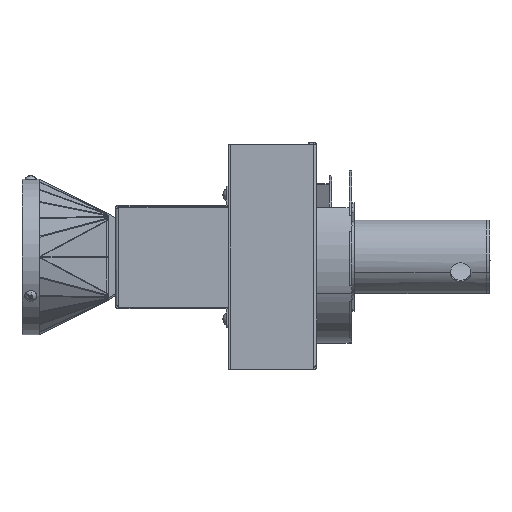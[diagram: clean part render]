
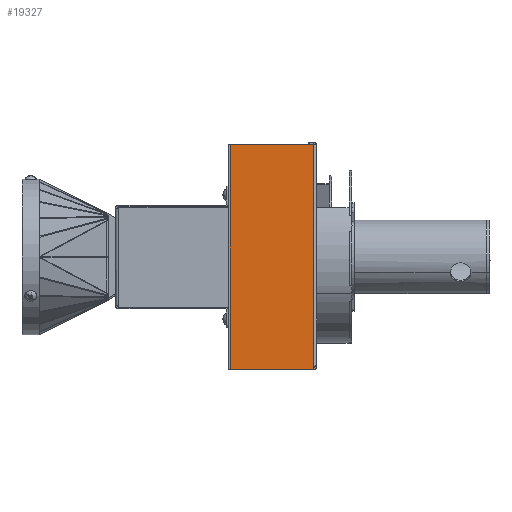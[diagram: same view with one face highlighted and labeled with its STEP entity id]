
A CAD part, left-side view. The second image highlights one B-rep face of the part: STEP entity #19327.
In plain terms, the highlighted planar face has unit normal (-1, 0, 0).
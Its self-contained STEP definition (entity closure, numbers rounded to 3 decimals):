
#1343 = EDGE_LOOP ( 'NONE', ( #8029, #18892, #39462, #24707, #17956, #18326 ) ) ;
#2250 = VERTEX_POINT ( 'NONE', #21007 ) ;
#2437 = VECTOR ( 'NONE', #37983, 1000. ) ;
#2525 = EDGE_CURVE ( 'NONE', #40035, #2250, #7219, .T. ) ;
#2795 = DIRECTION ( 'NONE',  ( 0., 1., 0. ) ) ;
#3945 = CIRCLE ( 'NONE', #33185, 0.8 ) ;
#4707 = VECTOR ( 'NONE', #36982, 1000. ) ;
#5534 = EDGE_CURVE ( 'NONE', #2250, #19261, #21979, .T. ) ;
#5774 = EDGE_CURVE ( 'NONE', #22120, #6873, #38151, .T. ) ;
#6192 = CARTESIAN_POINT ( 'NONE',  ( 0., 0., 0. ) ) ;
#6573 = CARTESIAN_POINT ( 'NONE',  ( 0., 50., 0. ) ) ;
#6873 = VERTEX_POINT ( 'NONE', #20999 ) ;
#7219 = LINE ( 'NONE', #26573, #36457 ) ;
#8029 = ORIENTED_EDGE ( 'NONE', *, *, #13035, .T. ) ;
#9077 = LINE ( 'NONE', #6573, #2437 ) ;
#9315 = PLANE ( 'NONE',  #31029 ) ;
#11652 = LINE ( 'NONE', #6192, #4707 ) ;
#12241 = DIRECTION ( 'NONE',  ( 1., 0., 0. ) ) ;
#13035 = EDGE_CURVE ( 'NONE', #28311, #19261, #9077, .T. ) ;
#14263 = CARTESIAN_POINT ( 'NONE',  ( 0., 0.967, -128.729 ) ) ;
#16394 = EDGE_CURVE ( 'NONE', #40035, #6873, #3945, .T. ) ;
#16454 = VECTOR ( 'NONE', #2795, 1000. ) ;
#17956 = ORIENTED_EDGE ( 'NONE', *, *, #5774, .F. ) ;
#18326 = ORIENTED_EDGE ( 'NONE', *, *, #29419, .T. ) ;
#18892 = ORIENTED_EDGE ( 'NONE', *, *, #5534, .F. ) ;
#19261 = VERTEX_POINT ( 'NONE', #31534 ) ;
#19282 = CARTESIAN_POINT ( 'NONE',  ( 0., 1.7, -130. ) ) ;
#19327 = ADVANCED_FACE ( 'NONE', ( #22418 ), #9315, .F. ) ;
#19957 = DIRECTION ( 'NONE',  ( 0., 0., -1. ) ) ;
#20999 = CARTESIAN_POINT ( 'NONE',  ( 0., 1.7, -128.409 ) ) ;
#21007 = CARTESIAN_POINT ( 'NONE',  ( 0., 1.767, -130. ) ) ;
#21979 = LINE ( 'NONE', #40456, #16454 ) ;
#22120 = VERTEX_POINT ( 'NONE', #37950 ) ;
#22418 = FACE_OUTER_BOUND ( 'NONE', #1343, .T. ) ;
#24707 = ORIENTED_EDGE ( 'NONE', *, *, #16394, .T. ) ;
#24910 = DIRECTION ( 'NONE',  ( 0., 1., 0. ) ) ;
#26573 = CARTESIAN_POINT ( 'NONE',  ( 0., 1.767, -128.729 ) ) ;
#26915 = DIRECTION ( 'NONE',  ( 1., 0., 0. ) ) ;
#28311 = VERTEX_POINT ( 'NONE', #28665 ) ;
#28665 = CARTESIAN_POINT ( 'NONE',  ( 0., 50., 0. ) ) ;
#29419 = EDGE_CURVE ( 'NONE', #22120, #28311, #11652, .T. ) ;
#31029 = AXIS2_PLACEMENT_3D ( 'NONE', #40703, #12241, #24910 ) ;
#31363 = CARTESIAN_POINT ( 'NONE',  ( 0., 1.767, -128.729 ) ) ;
#31534 = CARTESIAN_POINT ( 'NONE',  ( 0., 50., -130. ) ) ;
#31920 = DIRECTION ( 'NONE',  ( 0., 0., -1. ) ) ;
#33185 = AXIS2_PLACEMENT_3D ( 'NONE', #14263, #26915, #33350 ) ;
#33350 = DIRECTION ( 'NONE',  ( 0., 1., 0. ) ) ;
#35079 = VECTOR ( 'NONE', #31920, 1000. ) ;
#36457 = VECTOR ( 'NONE', #19957, 1000. ) ;
#36982 = DIRECTION ( 'NONE',  ( 0., 1., 0. ) ) ;
#37950 = CARTESIAN_POINT ( 'NONE',  ( 0., 1.7, 0. ) ) ;
#37983 = DIRECTION ( 'NONE',  ( 0., 0., -1. ) ) ;
#38151 = LINE ( 'NONE', #19282, #35079 ) ;
#39462 = ORIENTED_EDGE ( 'NONE', *, *, #2525, .F. ) ;
#40035 = VERTEX_POINT ( 'NONE', #31363 ) ;
#40456 = CARTESIAN_POINT ( 'NONE',  ( 0., 1.767, -130. ) ) ;
#40703 = CARTESIAN_POINT ( 'NONE',  ( 0., 0., 0. ) ) ;
